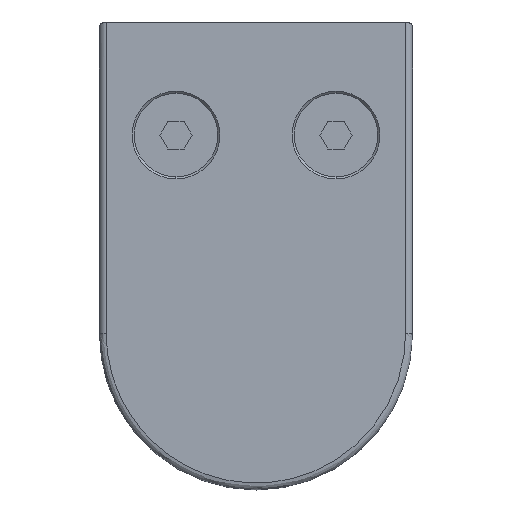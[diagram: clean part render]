
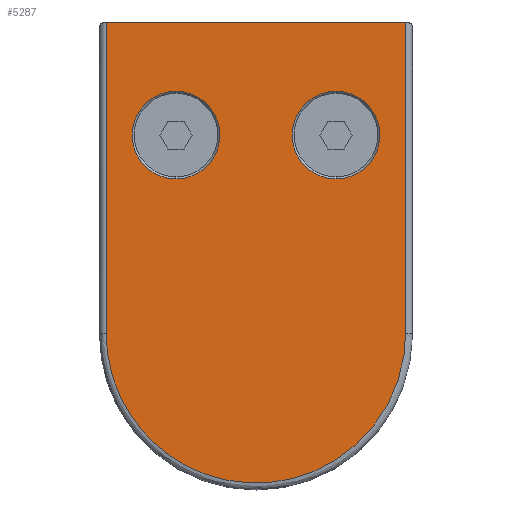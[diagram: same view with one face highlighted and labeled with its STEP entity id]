
A CAD part, front view. The second image highlights one B-rep face of the part: STEP entity #5287.
In plain terms, the highlighted planar face has unit normal (0, -1, 0).
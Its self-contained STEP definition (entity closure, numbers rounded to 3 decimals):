
#268 = CARTESIAN_POINT ( 'NONE',  ( -21.5, 0., 44.763 ) ) ;
#818 = CARTESIAN_POINT ( 'NONE',  ( -25., 0., 44.763 ) ) ;
#941 = CARTESIAN_POINT ( 'NONE',  ( 0., 0., 0. ) ) ;
#1004 = AXIS2_PLACEMENT_3D ( 'NONE', #8112, #3767, #7256 ) ;
#1034 = CARTESIAN_POINT ( 'NONE',  ( 21.5, 0., 0. ) ) ;
#1082 = CARTESIAN_POINT ( 'NONE',  ( -21.5, 0., 0. ) ) ;
#1116 = EDGE_CURVE ( 'NONE', #2823, #8392, #10411, .T. ) ;
#1140 = AXIS2_PLACEMENT_3D ( 'NONE', #1994, #2683, #7211 ) ;
#1178 = EDGE_CURVE ( 'NONE', #11055, #7740, #6060, .T. ) ;
#1377 = EDGE_CURVE ( 'NONE', #2917, #2823, #6571, .T. ) ;
#1559 = CARTESIAN_POINT ( 'NONE',  ( 11.5, 0., 22.2 ) ) ;
#1796 = DIRECTION ( 'NONE',  ( 0., 0., -1. ) ) ;
#1905 = FACE_BOUND ( 'NONE', #9986, .T. ) ;
#1994 = CARTESIAN_POINT ( 'NONE',  ( -11.5, 0., 28.5 ) ) ;
#2042 = DIRECTION ( 'NONE',  ( 0., 0., 1. ) ) ;
#2277 = EDGE_CURVE ( 'NONE', #10539, #4563, #3252, .T. ) ;
#2431 = ORIENTED_EDGE ( 'NONE', *, *, #1178, .F. ) ;
#2522 = ORIENTED_EDGE ( 'NONE', *, *, #2892, .F. ) ;
#2683 = DIRECTION ( 'NONE',  ( 0., -1., 0. ) ) ;
#2706 = EDGE_CURVE ( 'NONE', #2917, #9554, #5901, .T. ) ;
#2823 = VERTEX_POINT ( 'NONE', #7199 ) ;
#2847 = CARTESIAN_POINT ( 'NONE',  ( -21.5, 0., 0. ) ) ;
#2892 = EDGE_CURVE ( 'NONE', #7740, #11055, #3007, .T. ) ;
#2917 = VERTEX_POINT ( 'NONE', #9944 ) ;
#3007 = CIRCLE ( 'NONE', #1004, 6.3 ) ;
#3252 = CIRCLE ( 'NONE', #9645, 6.3 ) ;
#3436 = DIRECTION ( 'NONE',  ( -1., 0., 0. ) ) ;
#3460 = DIRECTION ( 'NONE',  ( 0., -1., 0. ) ) ;
#3534 = CIRCLE ( 'NONE', #7383, 6.3 ) ;
#3767 = DIRECTION ( 'NONE',  ( 0., -1., 0. ) ) ;
#4153 = CARTESIAN_POINT ( 'NONE',  ( 11.5, 0., 28.5 ) ) ;
#4185 = ORIENTED_EDGE ( 'NONE', *, *, #5236, .F. ) ;
#4366 = DIRECTION ( 'NONE',  ( 0., 0., -1. ) ) ;
#4563 = VERTEX_POINT ( 'NONE', #9949 ) ;
#4627 = AXIS2_PLACEMENT_3D ( 'NONE', #941, #8670, #7064 ) ;
#4653 = VECTOR ( 'NONE', #3436, 1000. ) ;
#4736 = EDGE_LOOP ( 'NONE', ( #2431, #2522 ) ) ;
#4737 = ORIENTED_EDGE ( 'NONE', *, *, #10885, .F. ) ;
#5209 = ORIENTED_EDGE ( 'NONE', *, *, #1116, .F. ) ;
#5220 = DIRECTION ( 'NONE',  ( 0., -1., 0. ) ) ;
#5236 = EDGE_CURVE ( 'NONE', #4563, #10539, #3534, .T. ) ;
#5278 = FACE_OUTER_BOUND ( 'NONE', #11153, .T. ) ;
#5287 = ADVANCED_FACE ( 'NONE', ( #5278, #9755, #1905 ), #5332, .F. ) ;
#5332 = PLANE ( 'NONE',  #4627 ) ;
#5901 = LINE ( 'NONE', #818, #4653 ) ;
#6060 = CIRCLE ( 'NONE', #1140, 6.3 ) ;
#6391 = CARTESIAN_POINT ( 'NONE',  ( 21.5, 0., -43. ) ) ;
#6538 = VECTOR ( 'NONE', #10068, 1000. ) ;
#6571 = LINE ( 'NONE', #8185, #6538 ) ;
#7064 = DIRECTION ( 'NONE',  ( 0., 0., 1. ) ) ;
#7199 = CARTESIAN_POINT ( 'NONE',  ( 21.5, 0., 0. ) ) ;
#7211 = DIRECTION ( 'NONE',  ( 0., 0., -1. ) ) ;
#7256 = DIRECTION ( 'NONE',  ( 0., 0., -1. ) ) ;
#7383 = AXIS2_PLACEMENT_3D ( 'NONE', #9639, #3460, #1796 ) ;
#7740 = VERTEX_POINT ( 'NONE', #8384 ) ;
#7823 = ORIENTED_EDGE ( 'NONE', *, *, #1377, .F. ) ;
#8112 = CARTESIAN_POINT ( 'NONE',  ( -11.5, 0., 28.5 ) ) ;
#8185 = CARTESIAN_POINT ( 'NONE',  ( 21.5, 0., 0. ) ) ;
#8275 = VECTOR ( 'NONE', #2042, 1000. ) ;
#8384 = CARTESIAN_POINT ( 'NONE',  ( -11.5, 0., 34.8 ) ) ;
#8392 = VERTEX_POINT ( 'NONE', #10682 ) ;
#8409 = CARTESIAN_POINT ( 'NONE',  ( -11.5, 0., 22.2 ) ) ;
#8670 = DIRECTION ( 'NONE',  ( 0., 1., 0. ) ) ;
#9554 = VERTEX_POINT ( 'NONE', #268 ) ;
#9639 = CARTESIAN_POINT ( 'NONE',  ( 11.5, 0., 28.5 ) ) ;
#9645 = AXIS2_PLACEMENT_3D ( 'NONE', #4153, #5220, #4366 ) ;
#9755 = FACE_BOUND ( 'NONE', #4736, .T. ) ;
#9944 = CARTESIAN_POINT ( 'NONE',  ( 21.5, 0., 44.763 ) ) ;
#9949 = CARTESIAN_POINT ( 'NONE',  ( 11.5, 0., 34.8 ) ) ;
#9986 = EDGE_LOOP ( 'NONE', ( #11318, #4185 ) ) ;
#10068 = DIRECTION ( 'NONE',  ( 0., 0., -1. ) ) ;
#10411 =( BOUNDED_CURVE ( )  B_SPLINE_CURVE ( 3, ( #1034, #6391, #10591, #1082 ),
 .UNSPECIFIED., .F., .F. ) 
 B_SPLINE_CURVE_WITH_KNOTS ( ( 4, 4 ),
 ( 0., 1. ),
 .UNSPECIFIED. ) 
 CURVE ( )  GEOMETRIC_REPRESENTATION_ITEM ( )  RATIONAL_B_SPLINE_CURVE ( ( 1., 0.333, 0.333, 1. ) ) 
 REPRESENTATION_ITEM ( '' )  );
#10539 = VERTEX_POINT ( 'NONE', #1559 ) ;
#10591 = CARTESIAN_POINT ( 'NONE',  ( -21.5, 0., -43. ) ) ;
#10632 = ORIENTED_EDGE ( 'NONE', *, *, #2706, .T. ) ;
#10682 = CARTESIAN_POINT ( 'NONE',  ( -21.5, 0., 0. ) ) ;
#10702 = LINE ( 'NONE', #2847, #8275 ) ;
#10885 = EDGE_CURVE ( 'NONE', #8392, #9554, #10702, .T. ) ;
#11055 = VERTEX_POINT ( 'NONE', #8409 ) ;
#11153 = EDGE_LOOP ( 'NONE', ( #7823, #10632, #4737, #5209 ) ) ;
#11318 = ORIENTED_EDGE ( 'NONE', *, *, #2277, .F. ) ;
